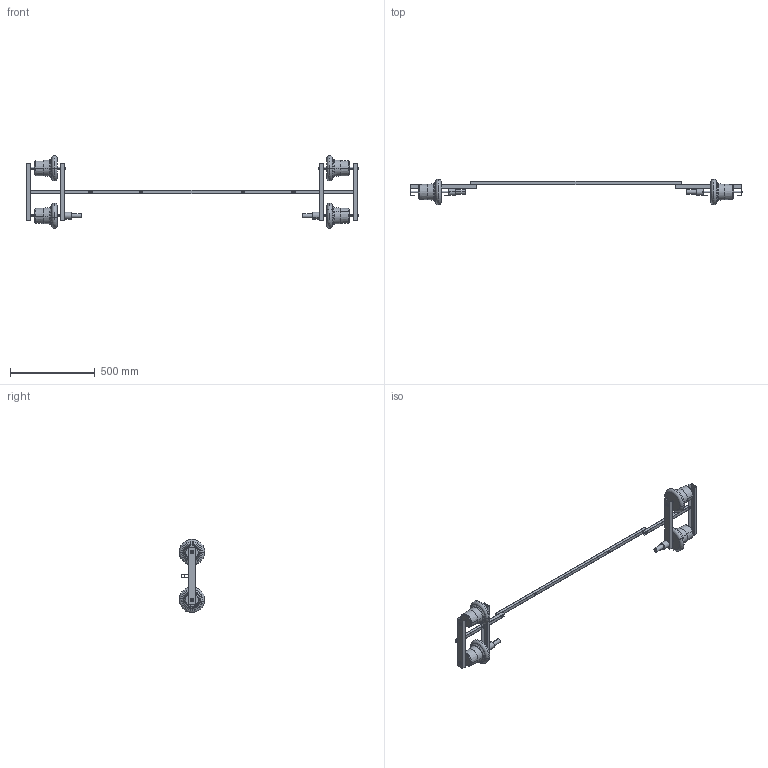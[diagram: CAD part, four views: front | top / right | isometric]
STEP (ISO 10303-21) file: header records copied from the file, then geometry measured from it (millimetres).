
FILE_DESCRIPTION (( 'STEP AP203' ), '1' );
FILE_NAME ('Aribot Assembly File - Hardware Mark 1.STEP', '2022-03-18T13:17:59', ( '' ), ( '' ), 'SwSTEP 2.0', 'SolidWorks 2021', '' );
FILE_SCHEMA (( 'CONFIG_CONTROL_DESIGN' ));
Length unit declared in the file: metre
Products named in the file (6): Auxiliary Rod; Motor Cylinder; Main Rod; Aribot Assembly File - Hardware Mark 1; Wheel; Side Unit Main Structural Member
Assembly tree (13 placements, depth 2):
  Aribot Assembly File - Hardware Mark 1
    Main Rod
    Auxiliary Rod  x2
    Side Unit Main Structural Member  x4
    Motor Cylinder  x2
    Wheel  x4
Bounding box: 1952.96 x 150 x 429.97 mm (x, y, z)
Volume: 5254592.6 mm3; surface area: 863490.7 mm2
Topology: 13 solids, 13 shells, 300 faces, 704 edges, 440 vertices
Faces by surface type: cylinder 120, plane 92, torus 64, cone 24
Entity records: 4736 total; most frequent: DIRECTION 752, CARTESIAN_POINT 645, ORIENTED_EDGE 616, EDGE_CURVE 308, AXIS2_PLACEMENT_3D 305, VERTEX_POINT 198, EDGE_LOOP 184, CIRCLE 166
